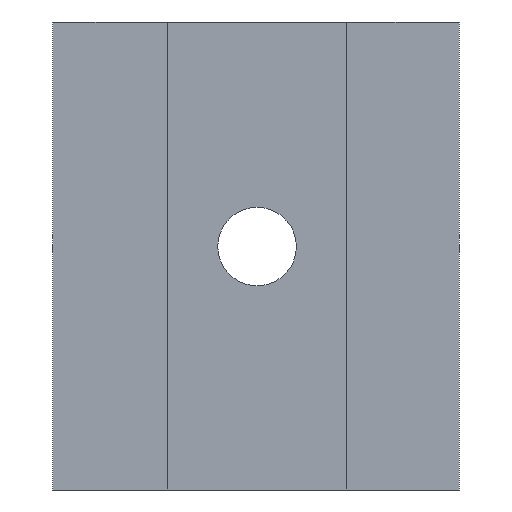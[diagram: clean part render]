
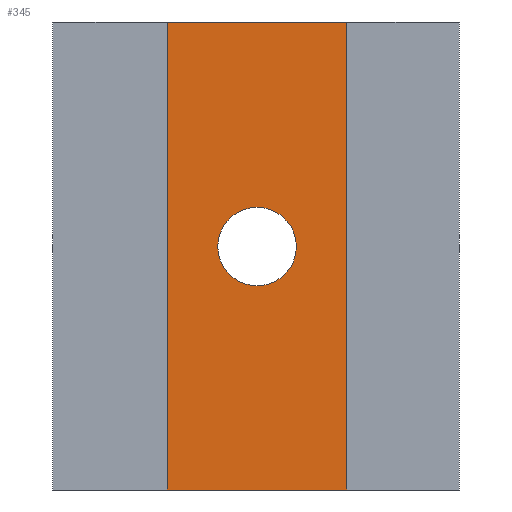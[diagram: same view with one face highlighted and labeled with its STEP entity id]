
A CAD part, front view. The second image highlights one B-rep face of the part: STEP entity #345.
In plain terms, the highlighted planar face has unit normal (0, -1, 0).
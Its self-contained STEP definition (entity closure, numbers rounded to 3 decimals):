
#18=FACE_BOUND('',#59,.T.);
#20=CIRCLE('',#369,1.75);
#38=FACE_OUTER_BOUND('',#58,.T.);
#58=EDGE_LOOP('',(#306,#307,#308,#309));
#59=EDGE_LOOP('',(#310));
#96=LINE('',#546,#139);
#98=LINE('',#550,#141);
#100=LINE('',#554,#143);
#102=LINE('',#557,#145);
#139=VECTOR('',#450,10.);
#141=VECTOR('',#454,10.);
#143=VECTOR('',#458,10.);
#145=VECTOR('',#462,10.);
#159=VERTEX_POINT('',#506);
#172=VERTEX_POINT('',#543);
#173=VERTEX_POINT('',#545);
#174=VERTEX_POINT('',#549);
#175=VERTEX_POINT('',#553);
#195=EDGE_CURVE('',#159,#159,#20,.T.);
#214=EDGE_CURVE('',#173,#172,#96,.T.);
#216=EDGE_CURVE('',#174,#173,#98,.T.);
#218=EDGE_CURVE('',#175,#174,#100,.T.);
#220=EDGE_CURVE('',#172,#175,#102,.T.);
#306=ORIENTED_EDGE('',*,*,#220,.T.);
#307=ORIENTED_EDGE('',*,*,#218,.T.);
#308=ORIENTED_EDGE('',*,*,#216,.T.);
#309=ORIENTED_EDGE('',*,*,#214,.T.);
#310=ORIENTED_EDGE('',*,*,#195,.T.);
#327=PLANE('',#379);
#345=ADVANCED_FACE('',(#38,#18),#327,.T.);
#369=AXIS2_PLACEMENT_3D('',#507,#418,#419);
#379=AXIS2_PLACEMENT_3D('',#558,#463,#464);
#418=DIRECTION('center_axis',(0.,1.,0.));
#419=DIRECTION('ref_axis',(1.,0.,0.));
#450=DIRECTION('',(-1.,0.,0.));
#454=DIRECTION('',(0.,0.,1.));
#458=DIRECTION('',(1.,0.,0.));
#462=DIRECTION('',(0.,0.,-1.));
#463=DIRECTION('center_axis',(0.,-1.,0.));
#464=DIRECTION('ref_axis',(0.,0.,-1.));
#506=CARTESIAN_POINT('',(-7.75,-2.,0.));
#507=CARTESIAN_POINT('Origin',(-6.,-2.,0.));
#543=CARTESIAN_POINT('',(-10.,-2.,10.));
#545=CARTESIAN_POINT('',(-2.,-2.,10.));
#546=CARTESIAN_POINT('',(-10.,-2.,10.));
#549=CARTESIAN_POINT('',(-2.,-2.,-10.843));
#550=CARTESIAN_POINT('',(-2.,-2.,10.));
#553=CARTESIAN_POINT('',(-10.,-2.,-10.843));
#554=CARTESIAN_POINT('',(-2.,-2.,-10.843));
#557=CARTESIAN_POINT('',(-10.,-2.,-10.843));
#558=CARTESIAN_POINT('Origin',(-6.,-2.,-0.422));
